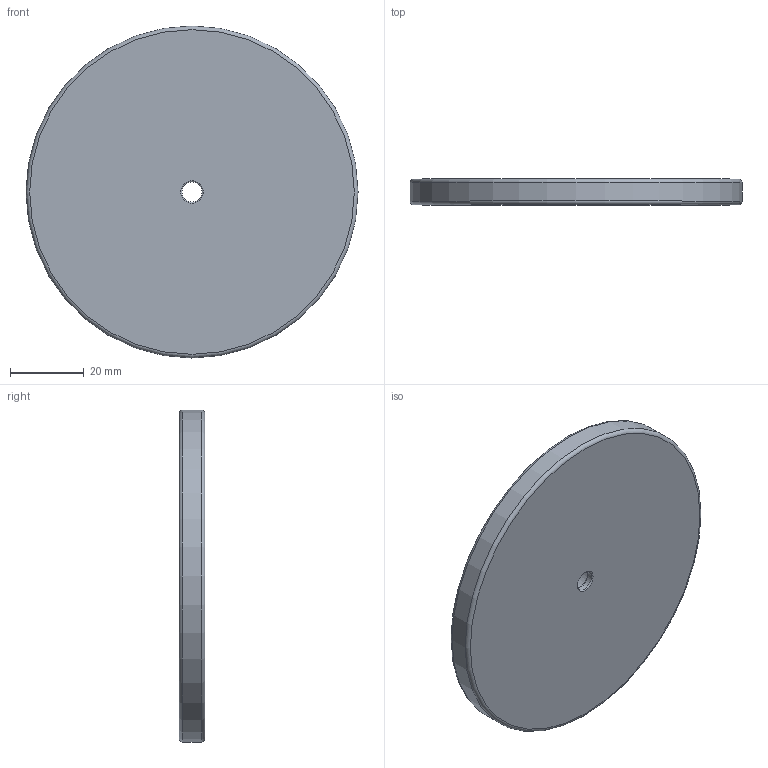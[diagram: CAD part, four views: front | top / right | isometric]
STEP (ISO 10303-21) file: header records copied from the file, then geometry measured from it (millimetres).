
FILE_DESCRIPTION(/* description */ (''),/* implementation_level */ '2;1');
FILE_NAME(/* name */ 'Aufsatzscheibe_v1.step',/* time_stamp */ '2025-03-29T16:11:59+01:00',/* author */ (''),/* organization */ (''),/* preprocessor_version */ 'ST-DEVELOPER v20.1',/* originating_system */ 'Autodesk Translation Framework v14.4.0.0',/* authorisation */ '');
FILE_SCHEMA (('AUTOMOTIVE_DESIGN { 1 0 10303 214 3 1 1 }'));
Length unit declared in the file: millimetre
Products named in the file (1): Aufsatzscheibe
Bounding box: 90 x 7 x 90 mm (x, y, z)
Volume: 43967 mm3; surface area: 14589.6 mm2
Topology: 1 solids, 1 shells, 11 faces, 23 edges, 15 vertices
Faces by surface type: torus 5, plane 3, cylinder 3
Full cylindrical faces by diameter (mm): 5.5 x1, 10 x1, 90 x1
Entity records: 346 total; most frequent: DIRECTION 67, CARTESIAN_POINT 50, ORIENTED_EDGE 46, AXIS2_PLACEMENT_3D 32, EDGE_CURVE 23, CIRCLE 20, VERTEX_POINT 15, EDGE_LOOP 14
